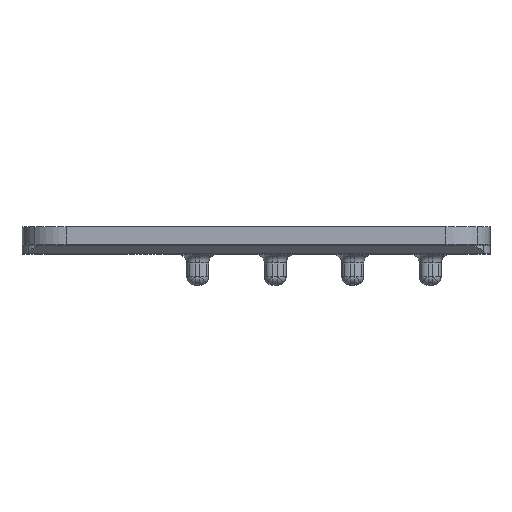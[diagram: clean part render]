
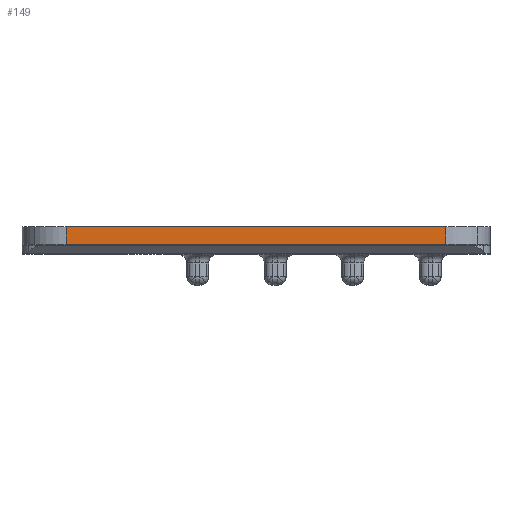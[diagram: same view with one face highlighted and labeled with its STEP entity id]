
A CAD part, top view. The second image highlights one B-rep face of the part: STEP entity #149.
In plain terms, the highlighted planar face has unit normal (0, 0, 1).
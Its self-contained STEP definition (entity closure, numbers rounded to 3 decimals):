
#149=ADVANCED_FACE('0:71',(#469),#470,.T.);
#469=FACE_OUTER_BOUND('',#916,.T.);
#470=PLANE('',#917);
#916=EDGE_LOOP('',(#1885,#1886,#1887,#1888));
#917=AXIS2_PLACEMENT_3D('',#1889,#1890,#1891);
#1885=ORIENTED_EDGE('',*,*,#3144,.F.);
#1886=ORIENTED_EDGE('',*,*,#3218,.F.);
#1887=ORIENTED_EDGE('',*,*,#3207,.F.);
#1888=ORIENTED_EDGE('',*,*,#3212,.F.);
#1889=CARTESIAN_POINT('',(38.276,-36.8,60.725));
#1890=DIRECTION('',(0.0,0.0,1.0));
#1891=DIRECTION('',(-1.0,0.0,0.0));
#3144=EDGE_CURVE('0:560',#3891,#3893,#3894,.T.);
#3207=EDGE_CURVE('0:566',#3996,#3998,#3999,.T.);
#3212=EDGE_CURVE('0:584',#3893,#3996,#4005,.T.);
#3218=EDGE_CURVE('0:602',#3998,#3891,#4013,.F.);
#3891=VERTEX_POINT('',#4842);
#3893=VERTEX_POINT('',#4844);
#3894=LINE('',#4845,#4846);
#3996=VERTEX_POINT('',#4982);
#3998=VERTEX_POINT('',#4984);
#3999=LINE('',#4985,#4986);
#4005=LINE('',#4993,#4994);
#4013=LINE('',#5005,#5006);
#4842=CARTESIAN_POINT('',(54.303,-36.1,60.725));
#4844=CARTESIAN_POINT('',(54.303,-37.7,60.725));
#4845=CARTESIAN_POINT('',(54.303,-36.8,60.725));
#4846=VECTOR('',#5878,1.0);
#4982=CARTESIAN_POINT('',(20.049,-37.7,60.725));
#4984=CARTESIAN_POINT('',(20.049,-36.1,60.725));
#4985=CARTESIAN_POINT('',(20.049,-36.8,60.725));
#4986=VECTOR('',#5997,1.0);
#4993=CARTESIAN_POINT('',(37.368,-37.7,60.725));
#4994=VECTOR('',#6008,1.0);
#5005=CARTESIAN_POINT('',(37.368,-36.1,60.725));
#5006=VECTOR('',#6018,1.0);
#5878=DIRECTION('',(0.0,-1.0,0.0));
#5997=DIRECTION('',(0.0,1.0,0.0));
#6008=DIRECTION('',(-1.0,0.0,0.0));
#6018=DIRECTION('',(-1.0,0.0,0.0));
